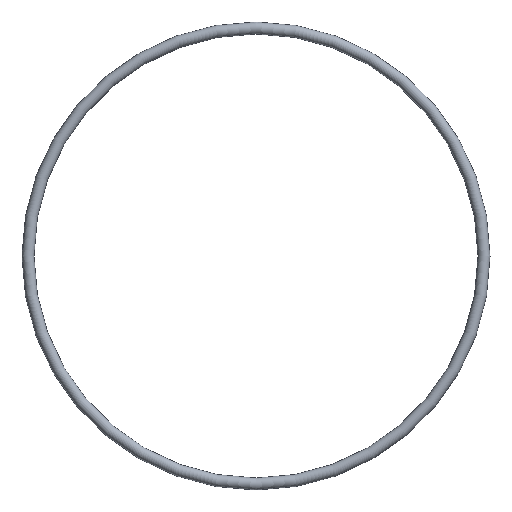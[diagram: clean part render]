
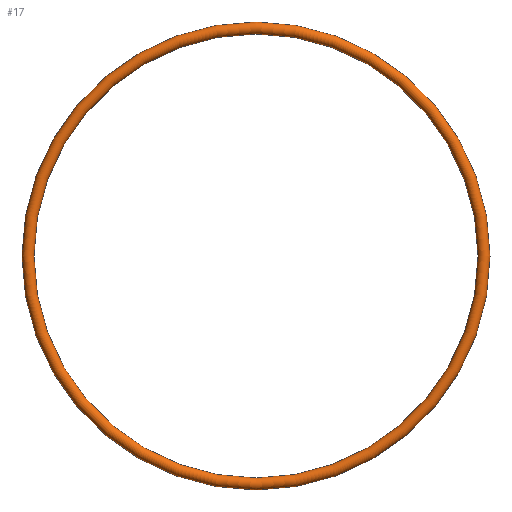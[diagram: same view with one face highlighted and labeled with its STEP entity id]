
A CAD part, top view. The second image highlights one B-rep face of the part: STEP entity #17.
In plain terms, the highlighted toroidal (fillet/blend) face has major radius 38 mm and minor radius 1 mm.
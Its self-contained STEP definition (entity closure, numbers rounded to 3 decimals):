
#17 = ADVANCED_FACE('',(#18),#38,.T.);
#18 = FACE_BOUND('',#19,.F.);
#19 = EDGE_LOOP('',(#20,#29,#36,#37));
#20 = ORIENTED_EDGE('',*,*,#21,.T.);
#21 = EDGE_CURVE('',#22,#22,#24,.T.);
#22 = VERTEX_POINT('',#23);
#23 = CARTESIAN_POINT('',(37.,0.,0.));
#24 = CIRCLE('',#25,37.);
#25 = AXIS2_PLACEMENT_3D('',#26,#27,#28);
#26 = CARTESIAN_POINT('',(0.,0.,0.));
#27 = DIRECTION('',(0.,0.,1.));
#28 = DIRECTION('',(1.,0.,-0.));
#29 = ORIENTED_EDGE('',*,*,#30,.F.);
#30 = EDGE_CURVE('',#22,#22,#31,.T.);
#31 = CIRCLE('',#32,1.);
#32 = AXIS2_PLACEMENT_3D('',#33,#34,#35);
#33 = CARTESIAN_POINT('',(38.,0.,0.));
#34 = DIRECTION('',(-0.,1.,0.));
#35 = DIRECTION('',(1.,0.,0.));
#36 = ORIENTED_EDGE('',*,*,#21,.F.);
#37 = ORIENTED_EDGE('',*,*,#30,.T.);
#38 = TOROIDAL_SURFACE('',#39,38.,1.);
#39 = AXIS2_PLACEMENT_3D('',#40,#41,#42);
#40 = CARTESIAN_POINT('',(0.,0.,0.));
#41 = DIRECTION('',(-0.,-0.,-1.));
#42 = DIRECTION('',(1.,0.,-0.));
